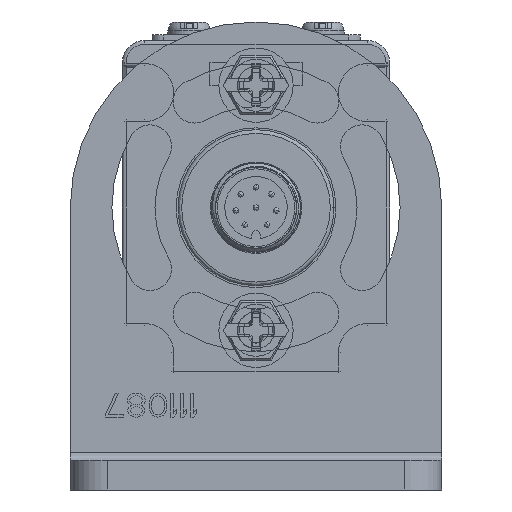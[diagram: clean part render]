
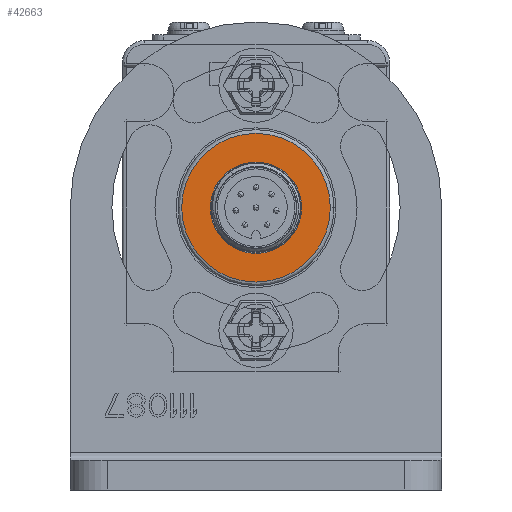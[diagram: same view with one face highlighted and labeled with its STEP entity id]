
A CAD part, front view. The second image highlights one B-rep face of the part: STEP entity #42663.
In plain terms, the highlighted planar face has unit normal (0, -1, 0).
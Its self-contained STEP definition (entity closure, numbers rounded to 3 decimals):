
#3004=CARTESIAN_POINT('',(0.,-963.,22.5));
#3005=DIRECTION('',(0.,-1.,0.));
#3006=DIRECTION('',(1.,0.,0.));
#3007=AXIS2_PLACEMENT_3D('',#3004,#3005,#3006);
#3019=CARTESIAN_POINT('',(0.,-963.,22.5));
#3020=DIRECTION('',(0.,-1.,0.));
#3021=DIRECTION('',(1.,0.,0.));
#3022=AXIS2_PLACEMENT_3D('',#3019,#3020,#3021);
#3024=CARTESIAN_POINT('',(0.,-963.,22.5));
#3025=DIRECTION('',(0.,-1.,0.));
#3026=DIRECTION('',(-1.,0.,0.));
#3027=AXIS2_PLACEMENT_3D('',#3024,#3025,#3026);
#3029=CARTESIAN_POINT('',(0.,-963.,22.5));
#3030=DIRECTION('',(0.,-1.,0.));
#3031=DIRECTION('',(-1.,0.,0.));
#3032=AXIS2_PLACEMENT_3D('',#3029,#3030,#3031);
#35807=CARTESIAN_POINT('',(6.15,-963.,22.5));
#35808=CARTESIAN_POINT('',(-6.15,-963.,22.5));
#35809=VERTEX_POINT('',#35807);
#35810=VERTEX_POINT('',#35808);
#35971=CARTESIAN_POINT('',(10.,-963.,22.5));
#35972=CARTESIAN_POINT('',(-10.,-963.,22.5));
#35973=VERTEX_POINT('',#35971);
#35974=VERTEX_POINT('',#35972);
#42647=CARTESIAN_POINT('',(0.,-963.,0.));
#42648=DIRECTION('',(0.,-1.,0.));
#42649=DIRECTION('',(1.,0.,0.));
#42650=AXIS2_PLACEMENT_3D('',#42647,#42648,#42649);
#42651=PLANE('',#42650);
#42652=ORIENTED_EDGE('',*,*,#42637,.F.);
#42654=ORIENTED_EDGE('',*,*,#42653,.F.);
#42655=EDGE_LOOP('',(#42652,#42654));
#42656=FACE_OUTER_BOUND('',#42655,.F.);
#42658=ORIENTED_EDGE('',*,*,#42657,.T.);
#42660=ORIENTED_EDGE('',*,*,#42659,.T.);
#42661=EDGE_LOOP('',(#42658,#42660));
#42662=FACE_BOUND('',#42661,.F.);
#42663=ADVANCED_FACE('',(#42656,#42662),#42651,.T.);
#3008=CIRCLE('',#3007,10.);
#3023=CIRCLE('',#3022,6.15);
#3028=CIRCLE('',#3027,6.15);
#3033=CIRCLE('',#3032,10.);
#42637=EDGE_CURVE('',#35973,#35974,#3008,.T.);
#42653=EDGE_CURVE('',#35974,#35973,#3033,.T.);
#42657=EDGE_CURVE('',#35809,#35810,#3023,.T.);
#42659=EDGE_CURVE('',#35810,#35809,#3028,.T.);
